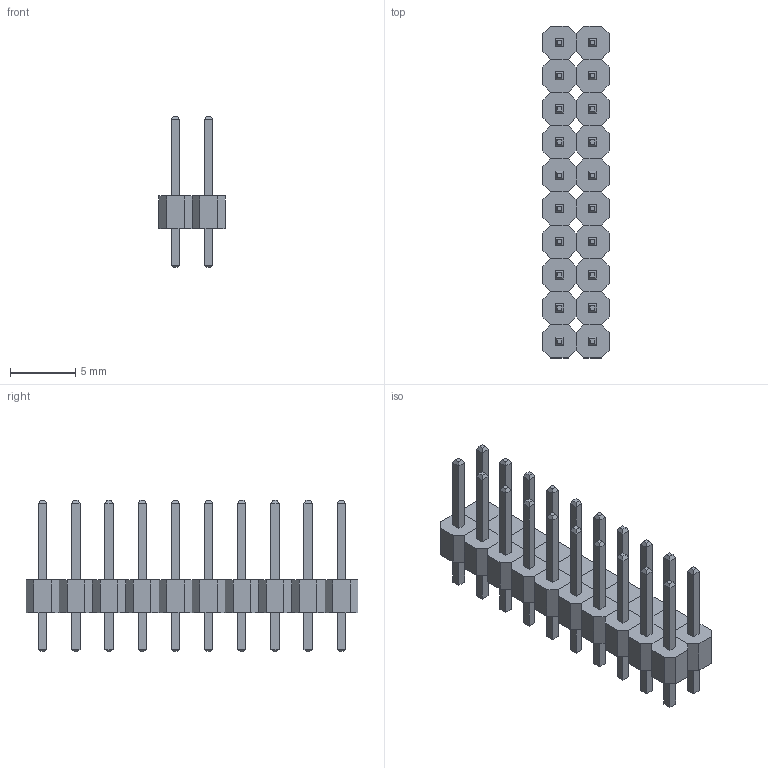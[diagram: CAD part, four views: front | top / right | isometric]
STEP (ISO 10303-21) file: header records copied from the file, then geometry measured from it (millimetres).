
FILE_DESCRIPTION (( 'STEP AP214' ), '1' );
FILE_NAME ('PLD-20.STEP', '2023-04-18T07:18:04', ( '' ), ( '' ), 'SwSTEP 2.0', 'SolidWorks 2019', '' );
FILE_SCHEMA (( 'AUTOMOTIVE_DESIGN' ));
Length unit declared in the file: millimetre
Products named in the file (1): PLD-20
Bounding box: 5.08 x 25.4 x 11.6 mm (x, y, z)
Volume: 359.4 mm3; surface area: 1118.5 mm2
Topology: 20 solids, 20 shells, 560 faces, 1280 edges, 800 vertices
Faces by surface type: plane 560
Entity records: 19369 total; most frequent: CARTESIAN_POINT 2641, ORIENTED_EDGE 2560, DIRECTION 2402, EDGE_CURVE 1280, LINE 1280, VECTOR 1280, VERTEX_POINT 800, EDGE_LOOP 600
